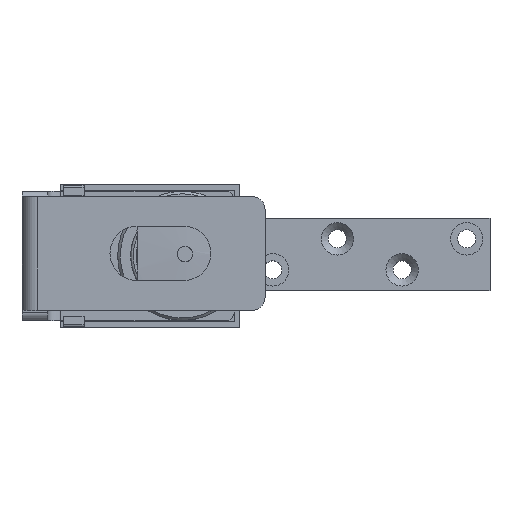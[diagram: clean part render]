
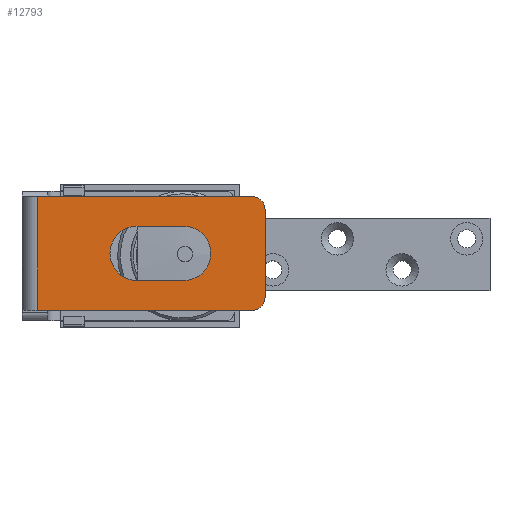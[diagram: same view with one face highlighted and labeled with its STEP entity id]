
A CAD part, top view. The second image highlights one B-rep face of the part: STEP entity #12793.
In plain terms, the highlighted planar face has unit normal (0, 0, 1).
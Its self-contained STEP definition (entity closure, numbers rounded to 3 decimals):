
#373=FACE_BOUND('',#2594,.T.);
#621=PLANE('',#14031);
#1155=CIRCLE('',#14016,10.5);
#1157=CIRCLE('',#14020,10.5);
#1161=CIRCLE('',#14028,5.);
#1163=CIRCLE('',#14032,5.);
#1894=FACE_OUTER_BOUND('',#2593,.T.);
#2593=EDGE_LOOP('',(#9891,#9892,#9893,#9894,#9895,#9896));
#2594=EDGE_LOOP('',(#9897,#9898,#9899,#9900));
#3404=LINE('',#21054,#4236);
#3409=LINE('',#21067,#4241);
#3422=LINE('',#21108,#4254);
#3423=LINE('',#21113,#4255);
#3424=LINE('',#21115,#4256);
#3425=LINE('',#21116,#4257);
#4236=VECTOR('',#16929,10.);
#4241=VECTOR('',#16942,10.);
#4254=VECTOR('',#16981,10.);
#4255=VECTOR('',#16986,10.);
#4256=VECTOR('',#16987,10.);
#4257=VECTOR('',#16988,10.);
#5381=VERTEX_POINT('',#21051);
#5382=VERTEX_POINT('',#21053);
#5384=VERTEX_POINT('',#21059);
#5386=VERTEX_POINT('',#21065);
#5396=VERTEX_POINT('',#21095);
#5397=VERTEX_POINT('',#21096);
#5401=VERTEX_POINT('',#21106);
#5402=VERTEX_POINT('',#21110);
#5403=VERTEX_POINT('',#21112);
#5404=VERTEX_POINT('',#21114);
#6949=EDGE_CURVE('',#5381,#5382,#3404,.T.);
#6953=EDGE_CURVE('',#5384,#5381,#1155,.T.);
#6956=EDGE_CURVE('',#5386,#5384,#3409,.T.);
#6958=EDGE_CURVE('',#5382,#5386,#1157,.T.);
#6970=EDGE_CURVE('',#5396,#5397,#1161,.T.);
#6976=EDGE_CURVE('',#5401,#5397,#3422,.T.);
#6977=EDGE_CURVE('',#5401,#5402,#1163,.T.);
#6978=EDGE_CURVE('',#5403,#5402,#3423,.T.);
#6979=EDGE_CURVE('',#5404,#5403,#3424,.T.);
#6980=EDGE_CURVE('',#5396,#5404,#3425,.T.);
#9891=ORIENTED_EDGE('',*,*,#6970,.T.);
#9892=ORIENTED_EDGE('',*,*,#6976,.F.);
#9893=ORIENTED_EDGE('',*,*,#6977,.T.);
#9894=ORIENTED_EDGE('',*,*,#6978,.F.);
#9895=ORIENTED_EDGE('',*,*,#6979,.F.);
#9896=ORIENTED_EDGE('',*,*,#6980,.F.);
#9897=ORIENTED_EDGE('',*,*,#6956,.F.);
#9898=ORIENTED_EDGE('',*,*,#6958,.F.);
#9899=ORIENTED_EDGE('',*,*,#6949,.F.);
#9900=ORIENTED_EDGE('',*,*,#6953,.F.);
#12793=ADVANCED_FACE('',(#1894,#373),#621,.F.);
#14016=AXIS2_PLACEMENT_3D('',#21061,#16936,#16937);
#14020=AXIS2_PLACEMENT_3D('',#21070,#16947,#16948);
#14028=AXIS2_PLACEMENT_3D('',#21097,#16971,#16972);
#14031=AXIS2_PLACEMENT_3D('',#21109,#16982,#16983);
#14032=AXIS2_PLACEMENT_3D('',#21111,#16984,#16985);
#16929=DIRECTION('',(1.,0.,0.));
#16936=DIRECTION('center_axis',(0.,0.,
1.));
#16937=DIRECTION('ref_axis',(0.,-1.,0.));
#16942=DIRECTION('',(-1.,0.,0.));
#16947=DIRECTION('center_axis',(0.,0.,
1.));
#16948=DIRECTION('ref_axis',(0.,1.,0.));
#16971=DIRECTION('center_axis',(0.,0.,
1.));
#16972=DIRECTION('ref_axis',(0.707,-0.707,0.));
#16981=DIRECTION('',(0.,-1.,0.));
#16982=DIRECTION('center_axis',(0.,0.,
-1.));
#16983=DIRECTION('ref_axis',(0.,-1.,0.));
#16984=DIRECTION('center_axis',(0.,0.,
1.));
#16985=DIRECTION('ref_axis',(0.707,0.707,0.));
#16986=DIRECTION('',(1.,0.,0.));
#16987=DIRECTION('',(0.,1.,0.));
#16988=DIRECTION('',(-1.,0.,0.));
#21051=CARTESIAN_POINT('',(-17.5,-10.25,367.));
#21053=CARTESIAN_POINT('',(0.5,-10.25,367.));
#21054=CARTESIAN_POINT('',(-27.75,-10.25,367.));
#21059=CARTESIAN_POINT('',(-17.5,10.75,367.));
#21061=CARTESIAN_POINT('Origin',(-17.5,0.25,367.));
#21065=CARTESIAN_POINT('',(0.5,10.75,367.));
#21067=CARTESIAN_POINT('',(-36.75,10.75,367.));
#21070=CARTESIAN_POINT('Origin',(0.5,0.25,367.));
#21095=CARTESIAN_POINT('',(27.,-21.75,367.));
#21096=CARTESIAN_POINT('',(32.,-16.75,367.));
#21097=CARTESIAN_POINT('Origin',(27.,-16.75,367.));
#21106=CARTESIAN_POINT('',(32.,17.25,367.));
#21108=CARTESIAN_POINT('',(32.,0.25,367.));
#21109=CARTESIAN_POINT('Origin',(-56.,0.25,367.));
#21110=CARTESIAN_POINT('',(27.,22.25,367.));
#21111=CARTESIAN_POINT('Origin',(27.,17.25,367.));
#21112=CARTESIAN_POINT('',(-56.,22.25,367.));
#21113=CARTESIAN_POINT('',(32.,22.25,367.));
#21114=CARTESIAN_POINT('',(-56.,-21.75,367.));
#21115=CARTESIAN_POINT('',(-56.,0.25,367.));
#21116=CARTESIAN_POINT('',(32.,-21.75,367.));
